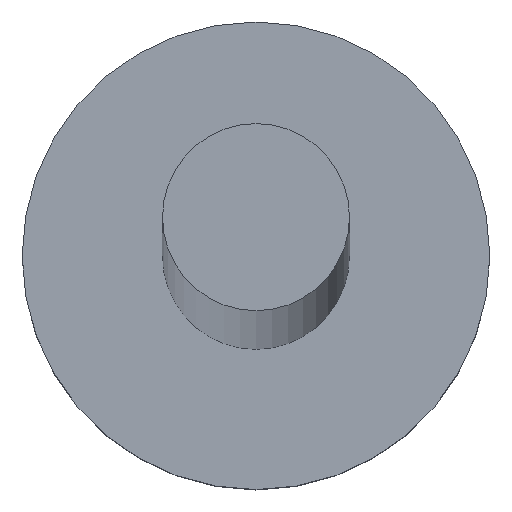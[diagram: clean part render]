
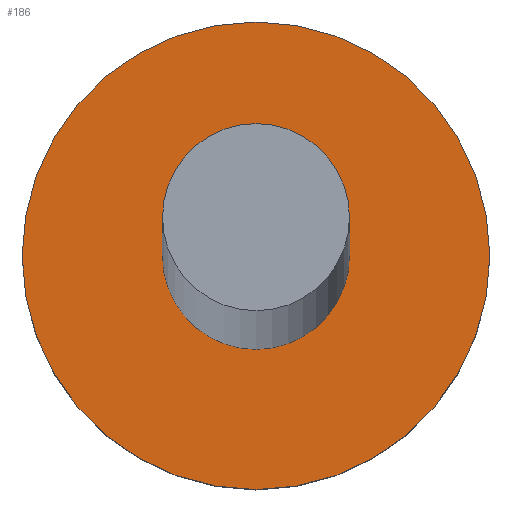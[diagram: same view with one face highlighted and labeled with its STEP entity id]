
A CAD part, top view. The second image highlights one B-rep face of the part: STEP entity #186.
In plain terms, the highlighted planar face has unit normal (0, 0, 1).
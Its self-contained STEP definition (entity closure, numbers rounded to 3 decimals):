
#2 = EDGE_LOOP ( 'NONE', ( #150, #131 ) ) ;
#12 = VERTEX_POINT ( 'NONE', #192 ) ;
#17 = DIRECTION ( 'NONE',  ( 1., 0., 0. ) ) ;
#24 = AXIS2_PLACEMENT_3D ( 'NONE', #118, #250, #17 ) ;
#39 = DIRECTION ( 'NONE',  ( 1., 0., 0. ) ) ;
#40 = VERTEX_POINT ( 'NONE', #231 ) ;
#43 = PLANE ( 'NONE',  #120 ) ;
#45 = FACE_OUTER_BOUND ( 'NONE', #75, .T. ) ;
#47 = DIRECTION ( 'NONE',  ( 1., 0., 0. ) ) ;
#49 = VERTEX_POINT ( 'NONE', #56 ) ;
#56 = CARTESIAN_POINT ( 'NONE',  ( 1.25, 0., 1.2 ) ) ;
#63 = CIRCLE ( 'NONE', #24, 0.5 ) ;
#67 = EDGE_CURVE ( 'NONE', #40, #12, #63, .T. ) ;
#70 = CIRCLE ( 'NONE', #228, 1.25 ) ;
#75 = EDGE_LOOP ( 'NONE', ( #168, #152 ) ) ;
#92 = AXIS2_PLACEMENT_3D ( 'NONE', #181, #93, #159 ) ;
#93 = DIRECTION ( 'NONE',  ( 0., 0., 1. ) ) ;
#110 = CARTESIAN_POINT ( 'NONE',  ( 0., 0., 1.2 ) ) ;
#112 = DIRECTION ( 'NONE',  ( 0., 0., 1. ) ) ;
#118 = CARTESIAN_POINT ( 'NONE',  ( 0., 0., 1.2 ) ) ;
#120 = AXIS2_PLACEMENT_3D ( 'NONE', #122, #205, #235 ) ;
#122 = CARTESIAN_POINT ( 'NONE',  ( 0., 0., 1.2 ) ) ;
#129 = CIRCLE ( 'NONE', #154, 0.5 ) ;
#131 = ORIENTED_EDGE ( 'NONE', *, *, #215, .F. ) ;
#132 = EDGE_CURVE ( 'NONE', #49, #145, #202, .T. ) ;
#145 = VERTEX_POINT ( 'NONE', #204 ) ;
#146 = DIRECTION ( 'NONE',  ( 0., 0., 1. ) ) ;
#150 = ORIENTED_EDGE ( 'NONE', *, *, #67, .F. ) ;
#152 = ORIENTED_EDGE ( 'NONE', *, *, #132, .T. ) ;
#154 = AXIS2_PLACEMENT_3D ( 'NONE', #183, #146, #47 ) ;
#159 = DIRECTION ( 'NONE',  ( 1., 0., 0. ) ) ;
#168 = ORIENTED_EDGE ( 'NONE', *, *, #175, .T. ) ;
#175 = EDGE_CURVE ( 'NONE', #145, #49, #70, .T. ) ;
#181 = CARTESIAN_POINT ( 'NONE',  ( 0., 0., 1.2 ) ) ;
#183 = CARTESIAN_POINT ( 'NONE',  ( 0., 0., 1.2 ) ) ;
#186 = ADVANCED_FACE ( 'NONE', ( #255, #45 ), #43, .T. ) ;
#192 = CARTESIAN_POINT ( 'NONE',  ( 0.5, 0., 1.2 ) ) ;
#202 = CIRCLE ( 'NONE', #92, 1.25 ) ;
#204 = CARTESIAN_POINT ( 'NONE',  ( -1.25, 0., 1.2 ) ) ;
#205 = DIRECTION ( 'NONE',  ( 0., 0., 1. ) ) ;
#215 = EDGE_CURVE ( 'NONE', #12, #40, #129, .T. ) ;
#228 = AXIS2_PLACEMENT_3D ( 'NONE', #110, #112, #39 ) ;
#231 = CARTESIAN_POINT ( 'NONE',  ( -0.5, 0., 1.2 ) ) ;
#235 = DIRECTION ( 'NONE',  ( 1., 0., 0. ) ) ;
#250 = DIRECTION ( 'NONE',  ( 0., 0., 1. ) ) ;
#255 = FACE_BOUND ( 'NONE', #2, .T. ) ;
